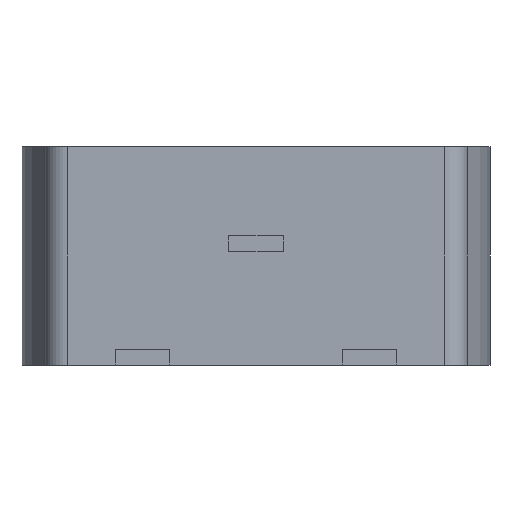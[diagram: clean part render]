
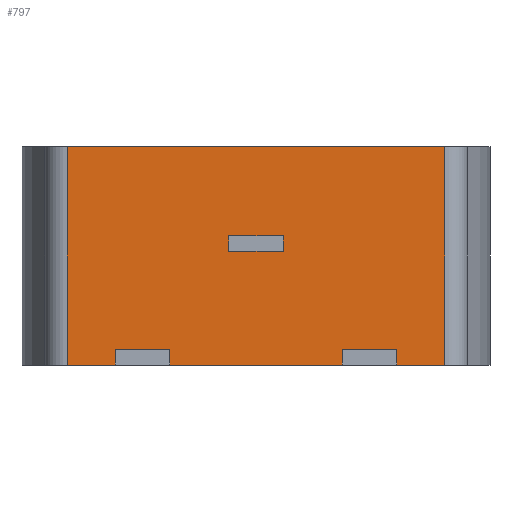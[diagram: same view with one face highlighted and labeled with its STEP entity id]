
A CAD part, front view. The second image highlights one B-rep face of the part: STEP entity #797.
In plain terms, the highlighted planar face has unit normal (0, -1, 0).
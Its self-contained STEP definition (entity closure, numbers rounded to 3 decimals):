
#9 = LINE ( 'NONE', #455, #718 ) ;
#13 = DIRECTION ( 'NONE',  ( 0., 0., 1. ) ) ;
#15 = EDGE_CURVE ( 'NONE', #421, #356, #814, .T. ) ;
#19 = VECTOR ( 'NONE', #34, 1000. ) ;
#30 = LINE ( 'NONE', #256, #816 ) ;
#34 = DIRECTION ( 'NONE',  ( -1., 0., 0. ) ) ;
#46 = DIRECTION ( 'NONE',  ( -1., 0., 0. ) ) ;
#48 = VERTEX_POINT ( 'NONE', #410 ) ;
#49 = EDGE_CURVE ( 'NONE', #832, #529, #613, .T. ) ;
#56 = CARTESIAN_POINT ( 'NONE',  ( 4.15, 1.85, 4.8 ) ) ;
#67 = DIRECTION ( 'NONE',  ( 0., 0., -1. ) ) ;
#73 = VECTOR ( 'NONE', #357, 1000. ) ;
#88 = DIRECTION ( 'NONE',  ( 0., 0., 1. ) ) ;
#95 = EDGE_CURVE ( 'NONE', #331, #756, #475, .T. ) ;
#104 = FACE_OUTER_BOUND ( 'NONE', #162, .T. ) ;
#118 = VERTEX_POINT ( 'NONE', #633 ) ;
#121 = EDGE_CURVE ( 'NONE', #832, #118, #284, .T. ) ;
#122 = DIRECTION ( 'NONE',  ( 0., 0., -1. ) ) ;
#129 = EDGE_CURVE ( 'NONE', #179, #48, #794, .T. ) ;
#135 = DIRECTION ( 'NONE',  ( 0., 0., 1. ) ) ;
#138 = CARTESIAN_POINT ( 'NONE',  ( -0.6, 1.85, 2.5 ) ) ;
#157 = CARTESIAN_POINT ( 'NONE',  ( -4.15, 1.85, 4.8 ) ) ;
#162 = EDGE_LOOP ( 'NONE', ( #749, #341, #786, #603, #416, #863, #521, #325, #305, #608, #533, #658 ) ) ;
#166 = VECTOR ( 'NONE', #736, 1000. ) ;
#179 = VERTEX_POINT ( 'NONE', #511 ) ;
#184 = DIRECTION ( 'NONE',  ( 0., 0., 1. ) ) ;
#186 = VERTEX_POINT ( 'NONE', #365 ) ;
#187 = EDGE_CURVE ( 'NONE', #186, #811, #572, .T. ) ;
#189 = CARTESIAN_POINT ( 'NONE',  ( -1.9, 1.85, 0. ) ) ;
#196 = LINE ( 'NONE', #56, #606 ) ;
#201 = VERTEX_POINT ( 'NONE', #872 ) ;
#205 = VECTOR ( 'NONE', #448, 1000. ) ;
#211 = LINE ( 'NONE', #379, #699 ) ;
#212 = DIRECTION ( 'NONE',  ( 1., 0., 0. ) ) ;
#215 = DIRECTION ( 'NONE',  ( 1., 0., 0. ) ) ;
#223 = DIRECTION ( 'NONE',  ( 0., 0., -1. ) ) ;
#233 = CARTESIAN_POINT ( 'NONE',  ( -1.9, 1.85, 0.345 ) ) ;
#238 = DIRECTION ( 'NONE',  ( 0., 1., 0. ) ) ;
#243 = DIRECTION ( 'NONE',  ( 1., 0., 0. ) ) ;
#248 = VECTOR ( 'NONE', #184, 1000. ) ;
#256 = CARTESIAN_POINT ( 'NONE',  ( 4.15, 1.85, 0. ) ) ;
#260 = CARTESIAN_POINT ( 'NONE',  ( -0.6, 1.85, 2.845 ) ) ;
#261 = ORIENTED_EDGE ( 'NONE', *, *, #645, .F. ) ;
#263 = LINE ( 'NONE', #632, #73 ) ;
#284 = LINE ( 'NONE', #933, #725 ) ;
#286 = CARTESIAN_POINT ( 'NONE',  ( 4.15, 1.85, 0. ) ) ;
#305 = ORIENTED_EDGE ( 'NONE', *, *, #631, .F. ) ;
#311 = FACE_BOUND ( 'NONE', #593, .T. ) ;
#314 = VERTEX_POINT ( 'NONE', #541 ) ;
#325 = ORIENTED_EDGE ( 'NONE', *, *, #807, .T. ) ;
#326 = VECTOR ( 'NONE', #46, 1000. ) ;
#331 = VERTEX_POINT ( 'NONE', #452 ) ;
#341 = ORIENTED_EDGE ( 'NONE', *, *, #407, .F. ) ;
#356 = VERTEX_POINT ( 'NONE', #918 ) ;
#357 = DIRECTION ( 'NONE',  ( -1., 0., 0. ) ) ;
#365 = CARTESIAN_POINT ( 'NONE',  ( 1.9, 1.85, 0.345 ) ) ;
#374 = LINE ( 'NONE', #286, #746 ) ;
#379 = CARTESIAN_POINT ( 'NONE',  ( -0.6, 1.85, 2.845 ) ) ;
#387 = CARTESIAN_POINT ( 'NONE',  ( -0.6, 1.85, 2.845 ) ) ;
#396 = ORIENTED_EDGE ( 'NONE', *, *, #129, .F. ) ;
#407 = EDGE_CURVE ( 'NONE', #529, #186, #263, .T. ) ;
#410 = CARTESIAN_POINT ( 'NONE',  ( 0.6, 1.85, 2.5 ) ) ;
#416 = ORIENTED_EDGE ( 'NONE', *, *, #489, .F. ) ;
#421 = VERTEX_POINT ( 'NONE', #789 ) ;
#424 = CARTESIAN_POINT ( 'NONE',  ( 0.6, 1.85, 2.845 ) ) ;
#431 = EDGE_CURVE ( 'NONE', #48, #331, #553, .T. ) ;
#433 = DIRECTION ( 'NONE',  ( 1., 0., 0. ) ) ;
#447 = VECTOR ( 'NONE', #135, 1000. ) ;
#448 = DIRECTION ( 'NONE',  ( 0., 0., -1. ) ) ;
#452 = CARTESIAN_POINT ( 'NONE',  ( 0.6, 1.85, 2.845 ) ) ;
#455 = CARTESIAN_POINT ( 'NONE',  ( -1.9, 1.85, 0.345 ) ) ;
#471 = VERTEX_POINT ( 'NONE', #189 ) ;
#472 = LINE ( 'NONE', #523, #938 ) ;
#475 = LINE ( 'NONE', #260, #19 ) ;
#489 = EDGE_CURVE ( 'NONE', #201, #118, #196, .T. ) ;
#511 = CARTESIAN_POINT ( 'NONE',  ( -0.6, 1.85, 2.5 ) ) ;
#519 = CARTESIAN_POINT ( 'NONE',  ( -3.1, 1.85, 0. ) ) ;
#521 = ORIENTED_EDGE ( 'NONE', *, *, #15, .T. ) ;
#523 = CARTESIAN_POINT ( 'NONE',  ( 4.15, 1.85, 4.8 ) ) ;
#529 = VERTEX_POINT ( 'NONE', #619 ) ;
#533 = ORIENTED_EDGE ( 'NONE', *, *, #778, .F. ) ;
#535 = DIRECTION ( 'NONE',  ( 1., 0., 0. ) ) ;
#541 = CARTESIAN_POINT ( 'NONE',  ( -3.1, 1.85, 0.345 ) ) ;
#553 = LINE ( 'NONE', #424, #248 ) ;
#567 = EDGE_CURVE ( 'NONE', #743, #314, #855, .T. ) ;
#572 = LINE ( 'NONE', #942, #831 ) ;
#593 = EDGE_LOOP ( 'NONE', ( #614, #396, #261, #665 ) ) ;
#603 = ORIENTED_EDGE ( 'NONE', *, *, #121, .T. ) ;
#606 = VECTOR ( 'NONE', #122, 1000. ) ;
#608 = ORIENTED_EDGE ( 'NONE', *, *, #567, .F. ) ;
#609 = EDGE_CURVE ( 'NONE', #471, #811, #374, .T. ) ;
#613 = LINE ( 'NONE', #692, #447 ) ;
#614 = ORIENTED_EDGE ( 'NONE', *, *, #431, .F. ) ;
#619 = CARTESIAN_POINT ( 'NONE',  ( 3.1, 1.85, 0.345 ) ) ;
#631 = EDGE_CURVE ( 'NONE', #314, #659, #879, .T. ) ;
#632 = CARTESIAN_POINT ( 'NONE',  ( 3.1, 1.85, 0.345 ) ) ;
#633 = CARTESIAN_POINT ( 'NONE',  ( 4.15, 1.85, 0. ) ) ;
#645 = EDGE_CURVE ( 'NONE', #756, #179, #211, .T. ) ;
#658 = ORIENTED_EDGE ( 'NONE', *, *, #609, .T. ) ;
#659 = VERTEX_POINT ( 'NONE', #519 ) ;
#665 = ORIENTED_EDGE ( 'NONE', *, *, #95, .F. ) ;
#692 = CARTESIAN_POINT ( 'NONE',  ( 3.1, 1.85, 0.345 ) ) ;
#699 = VECTOR ( 'NONE', #223, 1000. ) ;
#703 = CARTESIAN_POINT ( 'NONE',  ( -3.1, 1.85, 0.345 ) ) ;
#718 = VECTOR ( 'NONE', #88, 1000. ) ;
#725 = VECTOR ( 'NONE', #212, 1000. ) ;
#735 = AXIS2_PLACEMENT_3D ( 'NONE', #894, #238, #13 ) ;
#736 = DIRECTION ( 'NONE',  ( 0., 0., -1. ) ) ;
#741 = PLANE ( 'NONE',  #735 ) ;
#743 = VERTEX_POINT ( 'NONE', #233 ) ;
#746 = VECTOR ( 'NONE', #215, 1000. ) ;
#749 = ORIENTED_EDGE ( 'NONE', *, *, #187, .F. ) ;
#756 = VERTEX_POINT ( 'NONE', #387 ) ;
#778 = EDGE_CURVE ( 'NONE', #471, #743, #9, .T. ) ;
#786 = ORIENTED_EDGE ( 'NONE', *, *, #49, .F. ) ;
#789 = CARTESIAN_POINT ( 'NONE',  ( -4.15, 1.85, 4.8 ) ) ;
#794 = LINE ( 'NONE', #138, #805 ) ;
#797 = ADVANCED_FACE ( 'NONE', ( #104, #311 ), #741, .F. ) ;
#805 = VECTOR ( 'NONE', #433, 1000. ) ;
#807 = EDGE_CURVE ( 'NONE', #356, #659, #30, .T. ) ;
#811 = VERTEX_POINT ( 'NONE', #841 ) ;
#813 = EDGE_CURVE ( 'NONE', #421, #201, #472, .T. ) ;
#814 = LINE ( 'NONE', #157, #205 ) ;
#816 = VECTOR ( 'NONE', #535, 1000. ) ;
#831 = VECTOR ( 'NONE', #67, 1000. ) ;
#832 = VERTEX_POINT ( 'NONE', #916 ) ;
#841 = CARTESIAN_POINT ( 'NONE',  ( 1.9, 1.85, 0. ) ) ;
#855 = LINE ( 'NONE', #703, #326 ) ;
#863 = ORIENTED_EDGE ( 'NONE', *, *, #813, .F. ) ;
#872 = CARTESIAN_POINT ( 'NONE',  ( 4.15, 1.85, 4.8 ) ) ;
#879 = LINE ( 'NONE', #941, #166 ) ;
#894 = CARTESIAN_POINT ( 'NONE',  ( 4.15, 1.85, 4.8 ) ) ;
#916 = CARTESIAN_POINT ( 'NONE',  ( 3.1, 1.85, 0. ) ) ;
#918 = CARTESIAN_POINT ( 'NONE',  ( -4.15, 1.85, 0. ) ) ;
#933 = CARTESIAN_POINT ( 'NONE',  ( 4.15, 1.85, 0. ) ) ;
#938 = VECTOR ( 'NONE', #243, 1000. ) ;
#941 = CARTESIAN_POINT ( 'NONE',  ( -3.1, 1.85, 0.345 ) ) ;
#942 = CARTESIAN_POINT ( 'NONE',  ( 1.9, 1.85, 0.345 ) ) ;
